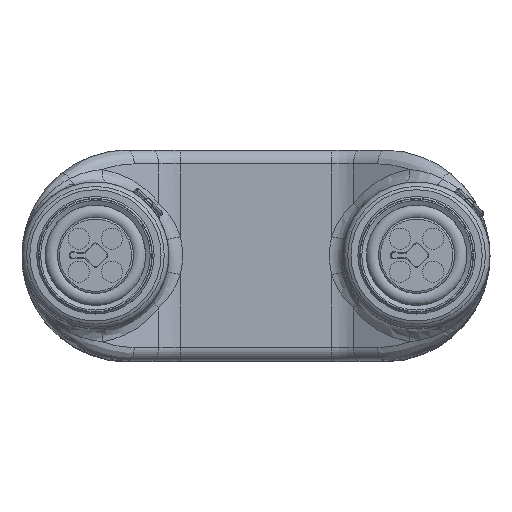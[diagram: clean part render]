
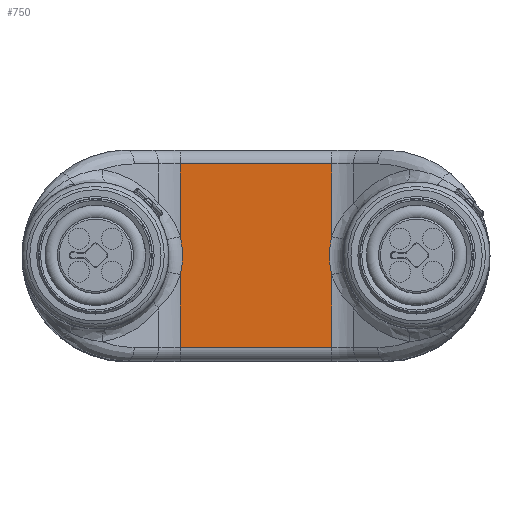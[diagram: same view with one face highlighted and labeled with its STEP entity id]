
A CAD part, top view. The second image highlights one B-rep face of the part: STEP entity #750.
In plain terms, the highlighted planar face has unit normal (0, 0, 1).
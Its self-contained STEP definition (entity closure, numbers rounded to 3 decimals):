
#257=PLANE('',#7707);
#750=ADVANCED_FACE('',(#1427),#257,.F.);
#1427=FACE_OUTER_BOUND('',#1843,.T.);
#1843=EDGE_LOOP('',(#2760,#2761,#2762,#2763,#2764,#2765,#2766,#2767));
#2760=ORIENTED_EDGE('',*,*,#5486,.T.);
#2761=ORIENTED_EDGE('',*,*,#5488,.T.);
#2762=ORIENTED_EDGE('',*,*,#5489,.T.);
#2763=ORIENTED_EDGE('',*,*,#5490,.T.);
#2764=ORIENTED_EDGE('',*,*,#5482,.T.);
#2765=ORIENTED_EDGE('',*,*,#5491,.T.);
#2766=ORIENTED_EDGE('',*,*,#5492,.T.);
#2767=ORIENTED_EDGE('',*,*,#5493,.T.);
#4813=VERTEX_POINT('',#11602);
#4814=VERTEX_POINT('',#11604);
#4817=VERTEX_POINT('',#11614);
#4818=VERTEX_POINT('',#11616);
#4819=VERTEX_POINT('',#11620);
#4820=VERTEX_POINT('',#11622);
#4821=VERTEX_POINT('',#11625);
#4822=VERTEX_POINT('',#11627);
#5482=EDGE_CURVE('',#4814,#4813,#6440,.T.);
#5486=EDGE_CURVE('',#4818,#4817,#6442,.T.);
#5488=EDGE_CURVE('',#4817,#4819,#7127,.T.);
#5489=EDGE_CURVE('',#4819,#4820,#6443,.T.);
#5490=EDGE_CURVE('',#4820,#4814,#6444,.T.);
#5491=EDGE_CURVE('',#4813,#4821,#7128,.T.);
#5492=EDGE_CURVE('',#4821,#4822,#6445,.T.);
#5493=EDGE_CURVE('',#4822,#4818,#6446,.T.);
#6440=LINE('',#11603,#6756);
#6442=LINE('',#11615,#6758);
#6443=LINE('',#11621,#6759);
#6444=LINE('',#11623,#6760);
#6445=LINE('',#11626,#6761);
#6446=LINE('',#11628,#6762);
#6756=VECTOR('',#8883,1.);
#6758=VECTOR('',#8889,1.);
#6759=VECTOR('',#8896,1.);
#6760=VECTOR('',#8897,1.);
#6761=VECTOR('',#8900,1.);
#6762=VECTOR('',#8901,1.);
#7127=CIRCLE('',#7705,9.5);
#7128=CIRCLE('',#7706,9.5);
#7705=AXIS2_PLACEMENT_3D('',#11619,#8894,#8895);
#7706=AXIS2_PLACEMENT_3D('',#11624,#8898,#8899);
#7707=AXIS2_PLACEMENT_3D('',#11629,#8902,#8903);
#8883=DIRECTION('',(0.,1.,0.));
#8889=DIRECTION('',(0.,-1.,0.));
#8894=DIRECTION('',(0.,0.,-1.));
#8895=DIRECTION('',(-1.,0.,0.));
#8896=DIRECTION('',(0.,-1.,0.));
#8897=DIRECTION('',(1.,0.,0.));
#8898=DIRECTION('',(0.,0.,-1.));
#8899=DIRECTION('',(-1.,0.,0.));
#8900=DIRECTION('',(0.,1.,0.));
#8901=DIRECTION('',(-1.,0.,0.));
#8902=DIRECTION('',(0.,0.,-1.));
#8903=DIRECTION('',(-1.,0.,0.));
#11602=CARTESIAN_POINT('',(8.229,-2.071,20.4));
#11603=CARTESIAN_POINT('',(8.229,-11.5,20.4));
#11604=CARTESIAN_POINT('',(8.229,-10.,20.4));
#11614=CARTESIAN_POINT('',(-8.229,2.071,20.4));
#11615=CARTESIAN_POINT('',(-8.229,-11.5,20.4));
#11616=CARTESIAN_POINT('',(-8.229,10.,20.4));
#11619=CARTESIAN_POINT('',(-17.5,0.,20.4));
#11620=CARTESIAN_POINT('',(-8.229,-2.071,20.4));
#11621=CARTESIAN_POINT('',(-8.229,-11.5,20.4));
#11622=CARTESIAN_POINT('',(-8.229,-10.,20.4));
#11623=CARTESIAN_POINT('',(8.229,-10.,20.4));
#11624=CARTESIAN_POINT('',(17.5,0.,20.4));
#11625=CARTESIAN_POINT('',(8.229,2.071,20.4));
#11626=CARTESIAN_POINT('',(8.229,-11.5,20.4));
#11627=CARTESIAN_POINT('',(8.229,10.,20.4));
#11628=CARTESIAN_POINT('',(25.5,10.,20.4));
#11629=CARTESIAN_POINT('',(25.5,-11.5,20.4));
